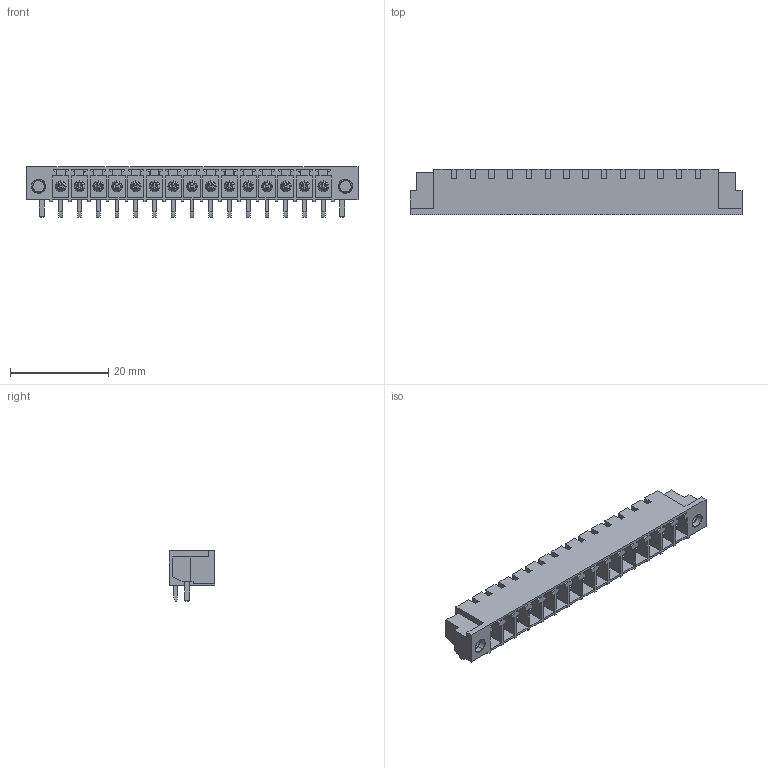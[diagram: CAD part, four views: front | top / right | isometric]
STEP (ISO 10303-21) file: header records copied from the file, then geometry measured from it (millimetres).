
FILE_DESCRIPTION(('CATIA V5 STEP','CAx-IF Rec.Pracs.--- Model Styling and Organization---1.2---2011-12-15'),'2;1');
FILE_NAME ('D1457728_0', '2018-10-11T04:38:13+00:00', ('none'), ('Weidmueller'), 'CATIA Version 5-6 Release 2014', 'CATIA V5 STEP AP214', 'none');
FILE_SCHEMA(('AUTOMOTIVE_DESIGN { 1 0 10303 214 1 1 1 1 }'));
Length unit declared in the file: millimetre
Products named in the file (1): 1863860000
Bounding box: 67.44 x 9.2 x 10.27 mm (x, y, z)
Volume: 1821.8 mm3; surface area: 5824.4 mm2
Topology: 18 solids, 18 shells, 1155 faces, 3389 edges, 2319 vertices
Faces by surface type: plane 875, cylinder 216, cone 34, torus 30
Entity records: 34938 total; most frequent: ORIENTED_EDGE 6778, CARTESIAN_POINT 6455, DIRECTION 4449, EDGE_CURVE 3389, VECTOR 2784, LINE 2784, VERTEX_POINT 2319, EDGE_LOOP 1234
